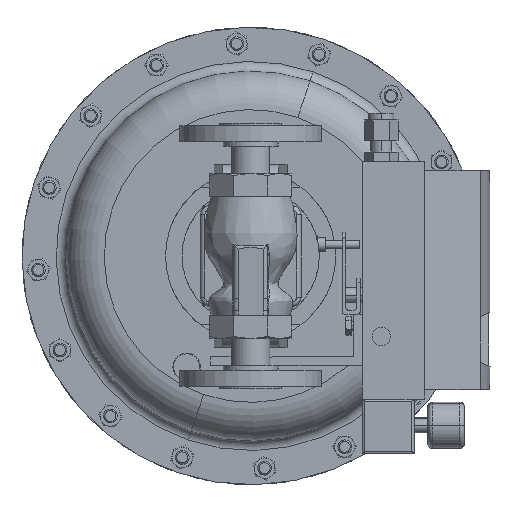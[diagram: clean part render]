
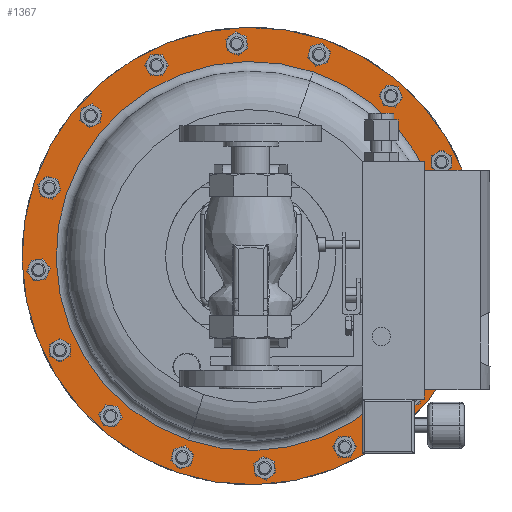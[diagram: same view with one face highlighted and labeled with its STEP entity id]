
A CAD part, front view. The second image highlights one B-rep face of the part: STEP entity #1367.
In plain terms, the highlighted planar face has unit normal (0, -1, 0).
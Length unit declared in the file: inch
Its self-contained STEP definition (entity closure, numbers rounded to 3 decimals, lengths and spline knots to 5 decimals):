
#365 = EDGE_LOOP ( 'NONE', ( #24754, #1564 ) ) ;
#1367 = ADVANCED_FACE ( 'NONE', ( #6263, #36291 ), #19102, .T. ) ;
#1537 = DIRECTION ( 'NONE',  ( -0.321, 0., -0.947 ) ) ;
#1564 = ORIENTED_EDGE ( 'NONE', *, *, #37482, .T. ) ;
#3776 = AXIS2_PLACEMENT_3D ( 'NONE', #36398, #18961, #1537 ) ;
#3852 = CARTESIAN_POINT ( 'NONE',  ( 0., 9.4, -2.25 ) ) ;
#4468 = CARTESIAN_POINT ( 'NONE',  ( -5.91831, 9.4, -0.241 ) ) ;
#4594 = DIRECTION ( 'NONE',  ( 0.321, 0., 0.947 ) ) ;
#6202 = ORIENTED_EDGE ( 'NONE', *, *, #32115, .F. ) ;
#6263 = FACE_BOUND ( 'NONE', #365, .T. ) ;
#6796 = DIRECTION ( 'NONE',  ( -0.321, 0., -0.947 ) ) ;
#9131 = EDGE_CURVE ( 'NONE', #20234, #28172, #10431, .T. ) ;
#10431 = CIRCLE ( 'NONE', #25337, 6.25 ) ;
#12057 = DIRECTION ( 'NONE',  ( 0., 1., 0. ) ) ;
#12069 = VERTEX_POINT ( 'NONE', #22799 ) ;
#13497 = CARTESIAN_POINT ( 'NONE',  ( 0., 9.4, -2.25 ) ) ;
#16416 = DIRECTION ( 'NONE',  ( -0.321, 0., -0.947 ) ) ;
#18961 = DIRECTION ( 'NONE',  ( 0., 1., 0. ) ) ;
#19102 = PLANE ( 'NONE',  #27254 ) ;
#20234 = VERTEX_POINT ( 'NONE', #30148 ) ;
#20418 = CARTESIAN_POINT ( 'NONE',  ( 1.70845, 9.4, 2.78293 ) ) ;
#22023 = DIRECTION ( 'NONE',  ( 0., -1., 0. ) ) ;
#22799 = CARTESIAN_POINT ( 'NONE',  ( -1.70845, 9.4, -7.28293 ) ) ;
#24208 = DIRECTION ( 'NONE',  ( 0., 1., 0. ) ) ;
#24514 = VERTEX_POINT ( 'NONE', #20418 ) ;
#24754 = ORIENTED_EDGE ( 'NONE', *, *, #31524, .T. ) ;
#25211 = CIRCLE ( 'NONE', #35026, 5.315 ) ;
#25337 = AXIS2_PLACEMENT_3D ( 'NONE', #13497, #33804, #16416 ) ;
#27254 = AXIS2_PLACEMENT_3D ( 'NONE', #4468, #22023, #4594 ) ;
#28172 = VERTEX_POINT ( 'NONE', #36741 ) ;
#28254 = AXIS2_PLACEMENT_3D ( 'NONE', #3852, #24208, #6796 ) ;
#28526 = EDGE_LOOP ( 'NONE', ( #29243, #6202 ) ) ;
#29243 = ORIENTED_EDGE ( 'NONE', *, *, #9131, .F. ) ;
#29495 = CARTESIAN_POINT ( 'NONE',  ( 0., 9.4, -2.25 ) ) ;
#30148 = CARTESIAN_POINT ( 'NONE',  ( -2.009, 9.4, -8.16831 ) ) ;
#31524 = EDGE_CURVE ( 'NONE', #12069, #24514, #25211, .T. ) ;
#31996 = CIRCLE ( 'NONE', #28254, 6.25 ) ;
#32115 = EDGE_CURVE ( 'NONE', #28172, #20234, #31996, .T. ) ;
#32381 = DIRECTION ( 'NONE',  ( -0.321, 0., -0.947 ) ) ;
#33804 = DIRECTION ( 'NONE',  ( 0., 1., 0. ) ) ;
#35026 = AXIS2_PLACEMENT_3D ( 'NONE', #29495, #12057, #32381 ) ;
#36291 = FACE_OUTER_BOUND ( 'NONE', #28526, .T. ) ;
#36398 = CARTESIAN_POINT ( 'NONE',  ( 0., 9.4, -2.25 ) ) ;
#36414 = CIRCLE ( 'NONE', #3776, 5.315 ) ;
#36741 = CARTESIAN_POINT ( 'NONE',  ( 2.009, 9.4, 3.66831 ) ) ;
#37482 = EDGE_CURVE ( 'NONE', #24514, #12069, #36414, .T. ) ;
